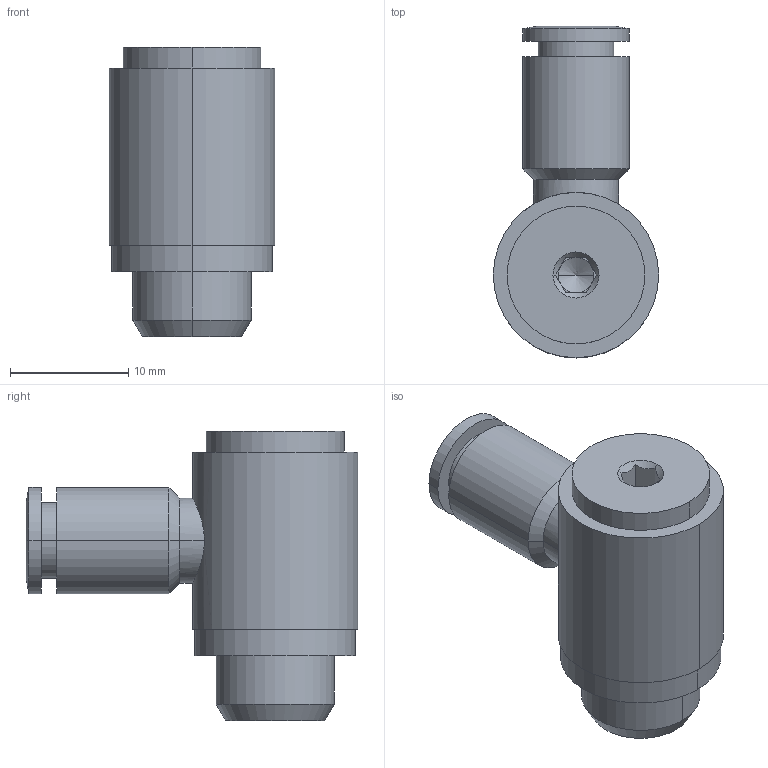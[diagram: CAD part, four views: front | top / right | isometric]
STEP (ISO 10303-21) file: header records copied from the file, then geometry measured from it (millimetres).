
FILE_DESCRIPTION((''),'2;1');
FILE_NAME('150418.stp','2003-05-26T16:55:54',('maffial1'),(''),'Autodesk Inventor (R) 6.0','Autodesk Inventor (R) 6.0','');
FILE_SCHEMA(('AUTOMOTIVE_DESIGN { 1 0 10303 214 1 1 1 1 }'));
Length unit declared in the file: millimetre
Products named in the file (1): 150418
Bounding box: 14 x 28.1 x 24.5 mm (x, y, z)
Volume: 3430.5 mm3; surface area: 2283.4 mm2
Topology: 1 solids, 1 shells, 57 faces, 134 edges, 82 vertices
Faces by surface type: plane 20, cylinder 16, bspline 15, cone 6
Entity records: 1876 total; most frequent: CARTESIAN_POINT 617, ORIENTED_EDGE 260, DIRECTION 255, EDGE_CURVE 130, AXIS2_PLACEMENT_3D 100, VERTEX_POINT 82, EDGE_LOOP 66, CIRCLE 57
